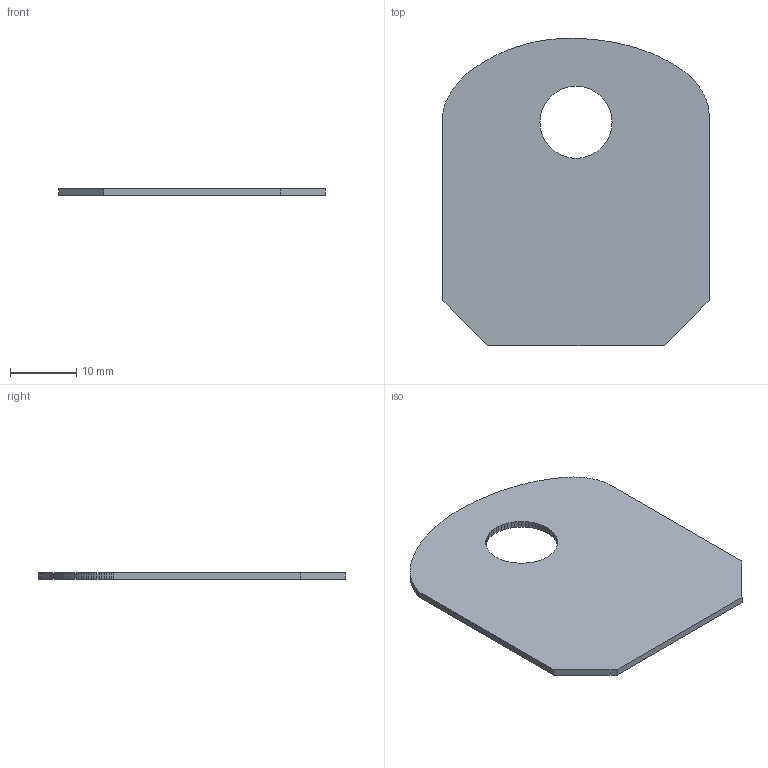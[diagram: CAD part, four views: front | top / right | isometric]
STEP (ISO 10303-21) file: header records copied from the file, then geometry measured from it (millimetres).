
FILE_DESCRIPTION(('FreeCAD Model'),'2;1');
FILE_NAME('blade-plate-no-teeth.step','2020-05-21T20:06:15',('Author'),(''), 'Open CASCADE STEP processor 7.3','FreeCAD','Unknown');
FILE_SCHEMA(('AUTOMOTIVE_DESIGN { 1 0 10303 214 1 1 1 1 }'));
Length unit declared in the file: millimetre
Products named in the file (6): blade-plate-no-teeth-outline; Board_Geoms_445d; Local_CS_445d; Pcb_445d; PCB_Sketch_445d; Step_Models_445d
Assembly tree (5 placements, depth 3):
  blade-plate-no-teeth-outline
    Board_Geoms_445d
      Local_CS_445d
      Pcb_445d
      PCB_Sketch_445d
    Step_Models_445d
Bounding box: 40.26 x 46.46 x 1 mm (x, y, z)
Volume: 1625.4 mm3; surface area: 3437.4 mm2
Topology: 1 solids, 1 shells, 138 faces, 544 edges, 544 vertices
Faces by surface type: plane 138
Entity records: 5601 total; most frequent: CARTESIAN_POINT 1232, DIRECTION 832, ORIENTED_EDGE 816, LINE 544, VECTOR 544, EDGE_CURVE 408, VERTEX_POINT 272, AXIS2_PLACEMENT_3D 144
